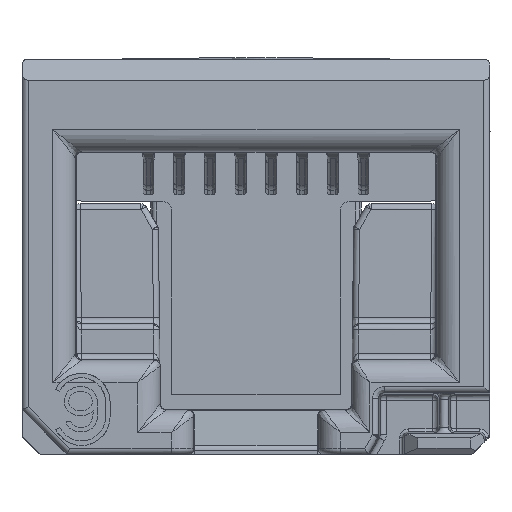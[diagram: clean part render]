
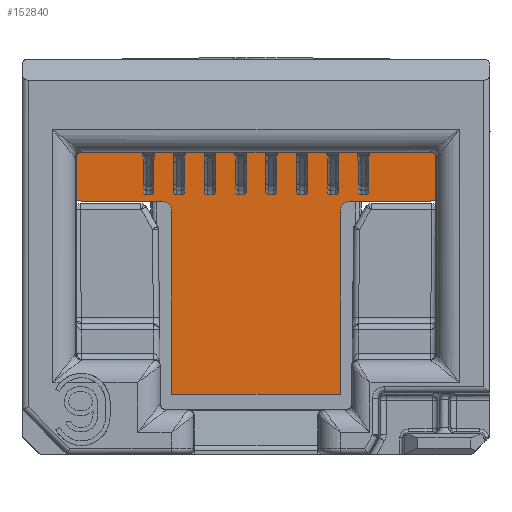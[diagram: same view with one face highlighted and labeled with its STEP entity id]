
A CAD part, front view. The second image highlights one B-rep face of the part: STEP entity #152840.
In plain terms, the highlighted planar face has unit normal (0, -1, 0).
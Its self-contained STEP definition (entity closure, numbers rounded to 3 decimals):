
#79480=CARTESIAN_POINT('',(-5.97,-2.8,3.341));
#79490=VERTEX_POINT('',#79480);
#79520=CARTESIAN_POINT('',(-5.97,-2.8,3.47));
#79530=DIRECTION('',(0.,0.,-1.));
#79540=VECTOR('',#79530,1000.);
#79550=LINE('',#79520,#79540);
#79560=CARTESIAN_POINT('',(-5.97,-2.8,1.853));
#79570=VERTEX_POINT('',#79560);
#79580=EDGE_CURVE('',#79490,#79570,#79550,.T.);
#90660=CARTESIAN_POINT('',(5.97,-2.8,1.853));
#90670=VERTEX_POINT('',#90660);
#90700=CARTESIAN_POINT('',(5.97,-2.8,3.47));
#90710=DIRECTION('',(0.,0.,1.));
#90720=VECTOR('',#90710,1000.);
#90730=LINE('',#90700,#90720);
#90740=CARTESIAN_POINT('',(5.97,-2.8,3.341));
#90750=VERTEX_POINT('',#90740);
#90760=EDGE_CURVE('',#90670,#90750,#90730,.T.);
#147350=CARTESIAN_POINT('',(-2.8,-2.8,3.47));
#147360=DIRECTION('',(0.,0.,-1.));
#147370=VECTOR('',#147360,1000.);
#147380=LINE('',#147350,#147370);
#147390=CARTESIAN_POINT('',(-2.8,-2.8,
1.528));
#147400=VERTEX_POINT('',#147390);
#147410=CARTESIAN_POINT('',(-2.8,-2.8,-4.57));
#147420=VERTEX_POINT('',#147410);
#147430=EDGE_CURVE('',#147400,#147420,#147380,.T.);
#147830=CARTESIAN_POINT('',(0.,-2.8,
-4.57));
#147840=DIRECTION('',(1.,0.,0.));
#147850=VECTOR('',#147840,1000.);
#147860=LINE('',#147830,#147850);
#147870=CARTESIAN_POINT('',(2.8,-2.8,-4.57));
#147880=VERTEX_POINT('',#147870);
#147890=EDGE_CURVE('',#147420,#147880,#147860,.T.);
#148200=CARTESIAN_POINT('',(-3.1,-2.8,1.528));
#148210=DIRECTION('',(0.,1.,0.));
#148220=DIRECTION('',(0.,0.,1.));
#148230=AXIS2_PLACEMENT_3D('',#148200,#148210,#148220);
#148240=CIRCLE('',#148230,0.3);
#148250=CARTESIAN_POINT('',(-3.097,-2.8,
1.828));
#148260=VERTEX_POINT('',#148250);
#148270=EDGE_CURVE('',#148260,#147400,#148240,.T.);
#151870=CARTESIAN_POINT('',(0.,-2.8,
3.47));
#151880=DIRECTION('',(0.,-1.,0.));
#151890=DIRECTION('',(0.,0.,-1.));
#151900=AXIS2_PLACEMENT_3D('',#151870,#151880,#151890);
#151910=PLANE('',#151900);
#151920=CARTESIAN_POINT('',(4.9,-2.8,3.47));
#151930=DIRECTION('',(0.,0.,1.));
#151940=VECTOR('',#151930,1000.);
#151950=LINE('',#151920,#151940);
#151960=CARTESIAN_POINT('',(4.9,-2.8,3.479));
#151970=VERTEX_POINT('',#151960);
#151980=CARTESIAN_POINT('',(4.9,-2.8,3.57));
#151990=VERTEX_POINT('',#151980);
#152000=EDGE_CURVE('',#151970,#151990,#151950,.T.);
#152010=ORIENTED_EDGE('',*,*,#152000,.T.);
#152020=CARTESIAN_POINT('',(5.841,-2.8,3.471));
#152030=DIRECTION('',(-1.,0.,
0.009));
#152040=VECTOR('',#152030,1000.);
#152050=LINE('',#152020,#152040);
#152060=CARTESIAN_POINT('',(5.841,-2.8,3.471));
#152070=VERTEX_POINT('',#152060);
#152080=EDGE_CURVE('',#152070,#151970,#152050,.T.);
#152090=ORIENTED_EDGE('',*,*,#152080,.T.);
#152100=CARTESIAN_POINT('',(5.84,-2.8,3.341));
#152110=DIRECTION('',(0.,-1.,0.));
#152120=DIRECTION('',(0.,0.,-1.));
#152130=AXIS2_PLACEMENT_3D('',#152100,#152110,#152120);
#152140=CIRCLE('',#152130,0.13);
#152150=EDGE_CURVE('',#90750,#152070,#152140,.T.);
#152160=ORIENTED_EDGE('',*,*,#152150,.T.);
#152170=ORIENTED_EDGE('',*,*,#90760,.T.);
#152180=CARTESIAN_POINT('',(1.,-2.8,1.81));
#152190=DIRECTION('',(1.,0.,
0.009));
#152200=VECTOR('',#152190,1000.);
#152210=LINE('',#152180,#152200);
#152220=CARTESIAN_POINT('',(3.097,-2.8,1.828));
#152230=VERTEX_POINT('',#152220);
#152240=EDGE_CURVE('',#152230,#90670,#152210,.T.);
#152250=ORIENTED_EDGE('',*,*,#152240,.T.);
#152260=CARTESIAN_POINT('',(3.1,-2.8,1.528));
#152270=DIRECTION('',(0.,1.,0.));
#152280=DIRECTION('',(0.,0.,1.));
#152290=AXIS2_PLACEMENT_3D('',#152260,#152270,#152280);
#152300=CIRCLE('',#152290,0.3);
#152310=CARTESIAN_POINT('',(2.8,-2.8,1.528));
#152320=VERTEX_POINT('',#152310);
#152330=EDGE_CURVE('',#152320,#152230,#152300,.T.);
#152340=ORIENTED_EDGE('',*,*,#152330,.T.);
#152350=CARTESIAN_POINT('',(2.8,-2.8,3.47));
#152360=DIRECTION('',(0.,0.,1.));
#152370=VECTOR('',#152360,1000.);
#152380=LINE('',#152350,#152370);
#152390=EDGE_CURVE('',#147880,#152320,#152380,.T.);
#152400=ORIENTED_EDGE('',*,*,#152390,.T.);
#152410=ORIENTED_EDGE('',*,*,#147890,.T.);
#152420=ORIENTED_EDGE('',*,*,#147430,.T.);
#152430=ORIENTED_EDGE('',*,*,#148270,.T.);
#152440=CARTESIAN_POINT('',(-1.,-2.8,1.81));
#152450=DIRECTION('',(1.,0.,
-0.009));
#152460=VECTOR('',#152450,1000.);
#152470=LINE('',#152440,#152460);
#152480=EDGE_CURVE('',#79570,#148260,#152470,.T.);
#152490=ORIENTED_EDGE('',*,*,#152480,.T.);
#152500=ORIENTED_EDGE('',*,*,#79580,.T.);
#152510=CARTESIAN_POINT('',(-5.84,-2.8,3.341));
#152520=DIRECTION('',(0.,-1.,0.));
#152530=DIRECTION('',(0.,0.,1.));
#152540=AXIS2_PLACEMENT_3D('',#152510,#152520,#152530);
#152550=CIRCLE('',#152540,0.13);
#152560=CARTESIAN_POINT('',(-5.841,-2.8,3.471));
#152570=VERTEX_POINT('',#152560);
#152580=EDGE_CURVE('',#152570,#79490,#152550,.T.);
#152590=ORIENTED_EDGE('',*,*,#152580,.T.);
#152600=CARTESIAN_POINT('',(-4.9,-2.8,3.479));
#152610=DIRECTION('',(-1.,0.,
-0.009));
#152620=VECTOR('',#152610,1000.);
#152630=LINE('',#152600,#152620);
#152640=CARTESIAN_POINT('',(-4.9,-2.8,3.479));
#152650=VERTEX_POINT('',#152640);
#152660=EDGE_CURVE('',#152650,#152570,#152630,.T.);
#152670=ORIENTED_EDGE('',*,*,#152660,.T.);
#152680=CARTESIAN_POINT('',(-4.9,-2.8,3.47));
#152690=DIRECTION('',(0.,0.,-1.));
#152700=VECTOR('',#152690,1000.);
#152710=LINE('',#152680,#152700);
#152720=CARTESIAN_POINT('',(-4.9,-2.8,3.57));
#152730=VERTEX_POINT('',#152720);
#152740=EDGE_CURVE('',#152730,#152650,#152710,.T.);
#152750=ORIENTED_EDGE('',*,*,#152740,.T.);
#152760=CARTESIAN_POINT('',(0.,-2.8,
3.57));
#152770=DIRECTION('',(1.,0.,0.));
#152780=VECTOR('',#152770,1000.);
#152790=LINE('',#152760,#152780);
#152800=EDGE_CURVE('',#152730,#151990,#152790,.T.);
#152810=ORIENTED_EDGE('',*,*,#152800,.F.);
#152820=EDGE_LOOP('',(#152810,#152750,#152670,#152590,#152500,#152490,
#152430,#152420,#152410,#152400,#152340,#152250,#152170,#152160,#152090,
#152010));
#152830=FACE_OUTER_BOUND('',#152820,.T.);
#152840=ADVANCED_FACE('',(#152830),#151910,.T.);
